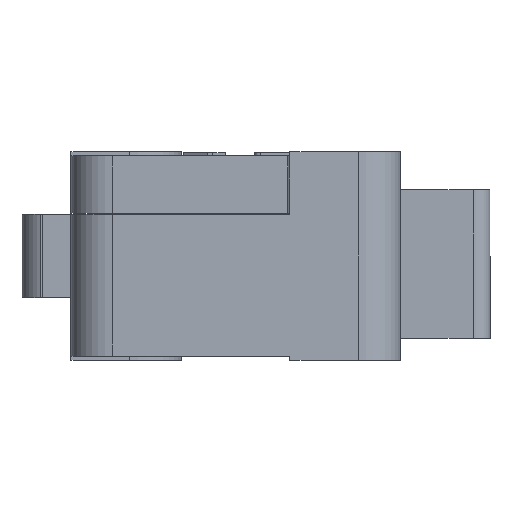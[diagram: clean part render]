
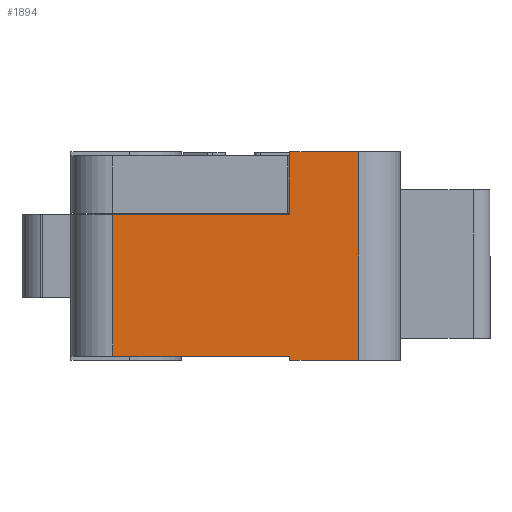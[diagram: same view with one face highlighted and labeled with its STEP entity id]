
A CAD part, left-side view. The second image highlights one B-rep face of the part: STEP entity #1894.
In plain terms, the highlighted planar face has unit normal (-1, 0, 0).
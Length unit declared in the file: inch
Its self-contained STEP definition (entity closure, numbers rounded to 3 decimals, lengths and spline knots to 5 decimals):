
#18 = CARTESIAN_POINT ( 'NONE',  ( -0.98425, 0.44882, -0.18898 ) ) ;
#131 = VECTOR ( 'NONE', #3047, 39.37008 ) ;
#310 = CARTESIAN_POINT ( 'NONE',  ( -0.98425, 0.11417, 0.07874 ) ) ;
#337 = VERTEX_POINT ( 'NONE', #3694 ) ;
#481 = LINE ( 'NONE', #4605, #568 ) ;
#568 = VECTOR ( 'NONE', #2469, 39.37008 ) ;
#638 = ORIENTED_EDGE ( 'NONE', *, *, #1576, .F. ) ;
#680 = VERTEX_POINT ( 'NONE', #3371 ) ;
#698 = VECTOR ( 'NONE', #2136, 39.37008 ) ;
#715 = LINE ( 'NONE', #1697, #2364 ) ;
#753 = VERTEX_POINT ( 'NONE', #310 ) ;
#1054 = DIRECTION ( 'NONE',  ( 0., -1., 0. ) ) ;
#1299 = VERTEX_POINT ( 'NONE', #5791 ) ;
#1543 = LINE ( 'NONE', #4769, #3094 ) ;
#1576 = EDGE_CURVE ( 'NONE', #753, #1893, #481, .T. ) ;
#1658 = PLANE ( 'NONE',  #3949 ) ;
#1697 = CARTESIAN_POINT ( 'NONE',  ( -0.98425, 0.52756, -0.19685 ) ) ;
#1757 = CARTESIAN_POINT ( 'NONE',  ( -0.98425, 0.11417, -0.19685 ) ) ;
#1893 = VERTEX_POINT ( 'NONE', #5293 ) ;
#1894 = ADVANCED_FACE ( 'NONE', ( #5559 ), #1658, .T. ) ;
#1908 = EDGE_LOOP ( 'NONE', ( #3218, #638, #2387, #6337, #4369, #5236, #5206, #3561 ) ) ;
#2087 = VERTEX_POINT ( 'NONE', #3954 ) ;
#2136 = DIRECTION ( 'NONE',  ( 0., 0., -1. ) ) ;
#2166 = VERTEX_POINT ( 'NONE', #3450 ) ;
#2227 = DIRECTION ( 'NONE',  ( 0., -1., 0. ) ) ;
#2364 = VECTOR ( 'NONE', #3347, 39.37008 ) ;
#2387 = ORIENTED_EDGE ( 'NONE', *, *, #5372, .F. ) ;
#2469 = DIRECTION ( 'NONE',  ( 0., 0., 1. ) ) ;
#2523 = VECTOR ( 'NONE', #1054, 39.37008 ) ;
#2599 = DIRECTION ( 'NONE',  ( 0., 0., -1. ) ) ;
#2601 = VECTOR ( 'NONE', #5048, 39.37008 ) ;
#2631 = EDGE_CURVE ( 'NONE', #680, #2166, #2702, .T. ) ;
#2693 = DIRECTION ( 'NONE',  ( 0., 0., 1. ) ) ;
#2702 = LINE ( 'NONE', #5643, #131 ) ;
#3000 = LINE ( 'NONE', #5288, #698 ) ;
#3047 = DIRECTION ( 'NONE',  ( 0., 0., -1. ) ) ;
#3094 = VECTOR ( 'NONE', #2227, 39.37008 ) ;
#3164 = EDGE_CURVE ( 'NONE', #1299, #2087, #3000, .T. ) ;
#3218 = ORIENTED_EDGE ( 'NONE', *, *, #5221, .F. ) ;
#3347 = DIRECTION ( 'NONE',  ( 0., 1., 0. ) ) ;
#3369 = VERTEX_POINT ( 'NONE', #1757 ) ;
#3371 = CARTESIAN_POINT ( 'NONE',  ( -0.98425, 0.44882, 0.07874 ) ) ;
#3450 = CARTESIAN_POINT ( 'NONE',  ( -0.98425, 0.44882, -0.18898 ) ) ;
#3555 = EDGE_CURVE ( 'NONE', #2166, #337, #6117, .T. ) ;
#3561 = ORIENTED_EDGE ( 'NONE', *, *, #3164, .F. ) ;
#3694 = CARTESIAN_POINT ( 'NONE',  ( -0.98425, 0.11417, -0.18898 ) ) ;
#3762 = DIRECTION ( 'NONE',  ( -1., 0., 0. ) ) ;
#3904 = LINE ( 'NONE', #4682, #2523 ) ;
#3949 = AXIS2_PLACEMENT_3D ( 'NONE', #18, #3762, #2693 ) ;
#3954 = CARTESIAN_POINT ( 'NONE',  ( -0.98425, -0.01575, -0.19685 ) ) ;
#4369 = ORIENTED_EDGE ( 'NONE', *, *, #3555, .T. ) ;
#4605 = CARTESIAN_POINT ( 'NONE',  ( -0.98425, 0.11417, 0.18898 ) ) ;
#4682 = CARTESIAN_POINT ( 'NONE',  ( -0.98425, 0., 0.19685 ) ) ;
#4741 = LINE ( 'NONE', #5740, #5143 ) ;
#4769 = CARTESIAN_POINT ( 'NONE',  ( -0.98425, 0.43307, 0.07874 ) ) ;
#4908 = EDGE_CURVE ( 'NONE', #2087, #3369, #715, .T. ) ;
#5048 = DIRECTION ( 'NONE',  ( 0., -1., 0. ) ) ;
#5143 = VECTOR ( 'NONE', #2599, 39.37008 ) ;
#5206 = ORIENTED_EDGE ( 'NONE', *, *, #4908, .F. ) ;
#5221 = EDGE_CURVE ( 'NONE', #1893, #1299, #3904, .T. ) ;
#5236 = ORIENTED_EDGE ( 'NONE', *, *, #5253, .T. ) ;
#5253 = EDGE_CURVE ( 'NONE', #337, #3369, #4741, .T. ) ;
#5288 = CARTESIAN_POINT ( 'NONE',  ( -0.98425, -0.01575, -0.18898 ) ) ;
#5293 = CARTESIAN_POINT ( 'NONE',  ( -0.98425, 0.11417, 0.19685 ) ) ;
#5372 = EDGE_CURVE ( 'NONE', #680, #753, #1543, .T. ) ;
#5559 = FACE_OUTER_BOUND ( 'NONE', #1908, .T. ) ;
#5643 = CARTESIAN_POINT ( 'NONE',  ( -0.98425, 0.44882, -0.18898 ) ) ;
#5740 = CARTESIAN_POINT ( 'NONE',  ( -0.98425, 0.11417, -0.18898 ) ) ;
#5791 = CARTESIAN_POINT ( 'NONE',  ( -0.98425, -0.01575, 0.19685 ) ) ;
#6117 = LINE ( 'NONE', #6705, #2601 ) ;
#6337 = ORIENTED_EDGE ( 'NONE', *, *, #2631, .T. ) ;
#6705 = CARTESIAN_POINT ( 'NONE',  ( -0.98425, 0., -0.18898 ) ) ;
